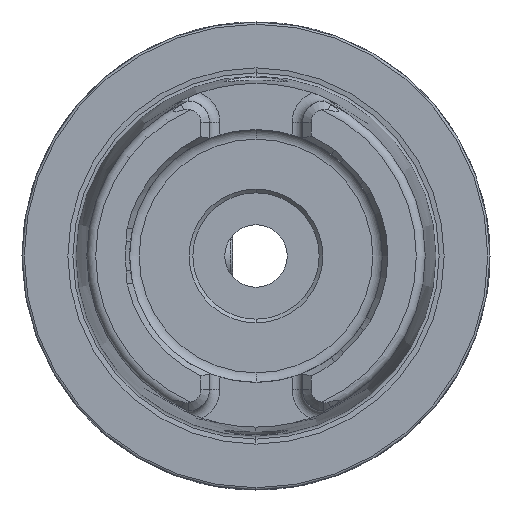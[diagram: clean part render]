
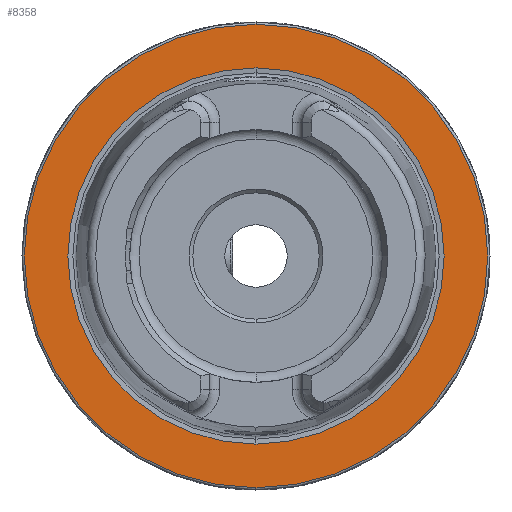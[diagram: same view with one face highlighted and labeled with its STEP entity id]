
A CAD part, left-side view. The second image highlights one B-rep face of the part: STEP entity #8358.
In plain terms, the highlighted planar face has unit normal (-1, 0, 0).
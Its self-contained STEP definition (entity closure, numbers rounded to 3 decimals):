
#764 = DIRECTION ( 'NONE',  ( 1., 0., 0. ) ) ;
#1034 = ORIENTED_EDGE ( 'NONE', *, *, #9183, .T. ) ;
#1299 = EDGE_CURVE ( 'NONE', #3558, #2109, #1339, .T. ) ;
#1339 = CIRCLE ( 'NONE', #7559, 25.324 ) ;
#1495 = DIRECTION ( 'NONE',  ( -1., 0., 0. ) ) ;
#1998 = CARTESIAN_POINT ( 'NONE',  ( 0., 0., -25.324 ) ) ;
#2109 = VERTEX_POINT ( 'NONE', #4241 ) ;
#2227 = CARTESIAN_POINT ( 'NONE',  ( 0., 31.2, 0. ) ) ;
#2626 = CIRCLE ( 'NONE', #9412, 31.2 ) ;
#2638 = CARTESIAN_POINT ( 'NONE',  ( 0., 0., 0. ) ) ;
#2696 = CARTESIAN_POINT ( 'NONE',  ( 0., 0., 0. ) ) ;
#2776 = EDGE_CURVE ( 'NONE', #2109, #3558, #5403, .T. ) ;
#2918 = ORIENTED_EDGE ( 'NONE', *, *, #2776, .F. ) ;
#3014 = DIRECTION ( 'NONE',  ( -1., 0., 0. ) ) ;
#3392 = DIRECTION ( 'NONE',  ( 0., 0., 1. ) ) ;
#3437 = DIRECTION ( 'NONE',  ( 0., 0., 1. ) ) ;
#3558 = VERTEX_POINT ( 'NONE', #1998 ) ;
#3559 = FACE_OUTER_BOUND ( 'NONE', #4552, .T. ) ;
#4241 = CARTESIAN_POINT ( 'NONE',  ( 0., 0., 25.324 ) ) ;
#4552 = EDGE_LOOP ( 'NONE', ( #1034, #7807 ) ) ;
#4739 = CARTESIAN_POINT ( 'NONE',  ( 0., 0., 31.2 ) ) ;
#4842 = ORIENTED_EDGE ( 'NONE', *, *, #1299, .F. ) ;
#5170 = PLANE ( 'NONE',  #8669 ) ;
#5403 = CIRCLE ( 'NONE', #9200, 25.324 ) ;
#5415 = EDGE_LOOP ( 'NONE', ( #2918, #4842 ) ) ;
#5551 = CIRCLE ( 'NONE', #7397, 31.2 ) ;
#5752 = FACE_BOUND ( 'NONE', #5415, .T. ) ;
#5776 = VERTEX_POINT ( 'NONE', #4739 ) ;
#5858 = CARTESIAN_POINT ( 'NONE',  ( 0., 0., -31.2 ) ) ;
#5902 = CARTESIAN_POINT ( 'NONE',  ( 0., 0., 0. ) ) ;
#5908 = DIRECTION ( 'NONE',  ( 0., 0., -1. ) ) ;
#6360 = VERTEX_POINT ( 'NONE', #5858 ) ;
#6627 = DIRECTION ( 'NONE',  ( 0., 0., 1. ) ) ;
#7397 = AXIS2_PLACEMENT_3D ( 'NONE', #2696, #7836, #3437 ) ;
#7408 = CARTESIAN_POINT ( 'NONE',  ( 0., 0., 0. ) ) ;
#7545 = EDGE_CURVE ( 'NONE', #6360, #5776, #2626, .T. ) ;
#7559 = AXIS2_PLACEMENT_3D ( 'NONE', #2638, #7781, #3392 ) ;
#7781 = DIRECTION ( 'NONE',  ( -1., 0., 0. ) ) ;
#7807 = ORIENTED_EDGE ( 'NONE', *, *, #7545, .T. ) ;
#7836 = DIRECTION ( 'NONE',  ( -1., 0., 0. ) ) ;
#8134 = DIRECTION ( 'NONE',  ( 0., 0., 1. ) ) ;
#8358 = ADVANCED_FACE ( 'NONE', ( #5752, #3559 ), #5170, .F. ) ;
#8669 = AXIS2_PLACEMENT_3D ( 'NONE', #2227, #764, #5908 ) ;
#9183 = EDGE_CURVE ( 'NONE', #5776, #6360, #5551, .T. ) ;
#9200 = AXIS2_PLACEMENT_3D ( 'NONE', #7408, #3014, #8134 ) ;
#9412 = AXIS2_PLACEMENT_3D ( 'NONE', #5902, #1495, #6627 ) ;
